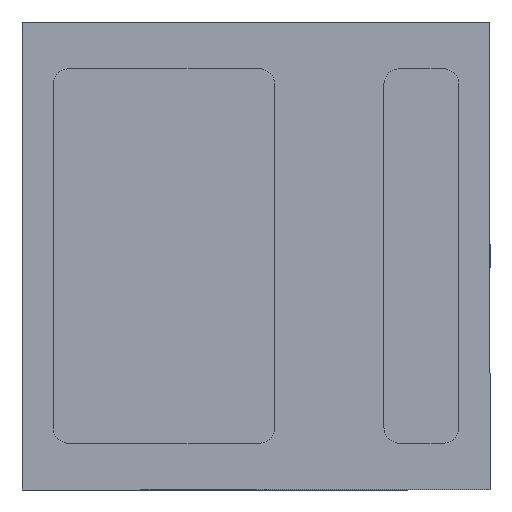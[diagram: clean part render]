
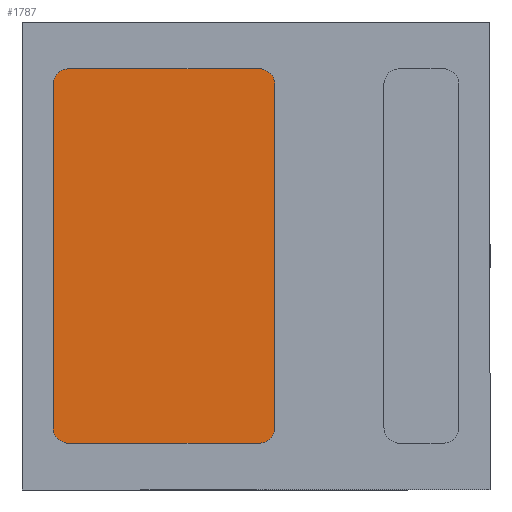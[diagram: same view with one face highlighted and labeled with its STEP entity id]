
A CAD part, front view. The second image highlights one B-rep face of the part: STEP entity #1787.
In plain terms, the highlighted planar face has unit normal (0, -1, 0).
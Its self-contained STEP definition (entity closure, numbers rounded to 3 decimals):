
#60 = VERTEX_POINT ( 'NONE', #1357 ) ;
#115 = EDGE_CURVE ( 'NONE', #222, #1838, #3999, .T. ) ;
#154 = CARTESIAN_POINT ( 'NONE',  ( -1.3, 0., -1.142 ) ) ;
#167 = EDGE_CURVE ( 'NONE', #2413, #60, #3095, .T. ) ;
#173 = CARTESIAN_POINT ( 'NONE',  ( -1.2, 0., -1.2 ) ) ;
#222 = VERTEX_POINT ( 'NONE', #1000 ) ;
#240 = DIRECTION ( 'NONE',  ( 0., 0., 1. ) ) ;
#248 = VECTOR ( 'NONE', #240, 1000. ) ;
#274 = DIRECTION ( 'NONE',  ( 0., 0., -1. ) ) ;
#346 = B_SPLINE_CURVE_WITH_KNOTS ( 'NONE', 2,
 ( #2540, #3628, #2582, #1227, #2941 ),
 .UNSPECIFIED., .F., .F.,
 ( 3, 2, 3 ),
 ( 0., 0.5, 1. ),
 .UNSPECIFIED. ) ;
#373 = CARTESIAN_POINT ( 'NONE',  ( -1.2, 0., 1.2 ) ) ;
#431 = CARTESIAN_POINT ( 'NONE',  ( 0.02, 0., -1.2 ) ) ;
#455 = DIRECTION ( 'NONE',  ( 1., 0., 0. ) ) ;
#474 = DIRECTION ( 'NONE',  ( 0., 1., 0. ) ) ;
#480 = CARTESIAN_POINT ( 'NONE',  ( 0.12, 0., 1.1 ) ) ;
#485 = CARTESIAN_POINT ( 'NONE',  ( -1.3, 0., -1.1 ) ) ;
#608 = CARTESIAN_POINT ( 'NONE',  ( -1.3, 0., -1.1 ) ) ;
#636 = ORIENTED_EDGE ( 'NONE', *, *, #2370, .T. ) ;
#707 = DIRECTION ( 'NONE',  ( -1., 0., 0. ) ) ;
#708 = ORIENTED_EDGE ( 'NONE', *, *, #2060, .T. ) ;
#806 = VECTOR ( 'NONE', #455, 1000. ) ;
#891 = CARTESIAN_POINT ( 'NONE',  ( -1.271, 0., -1.171 ) ) ;
#1000 = CARTESIAN_POINT ( 'NONE',  ( 0.12, 0., -1.1 ) ) ;
#1028 = EDGE_CURVE ( 'NONE', #60, #2876, #1711, .T. ) ;
#1155 = CARTESIAN_POINT ( 'NONE',  ( 0.091, 0., 1.171 ) ) ;
#1219 = CARTESIAN_POINT ( 'NONE',  ( -1.2, 0., -1.2 ) ) ;
#1227 = CARTESIAN_POINT ( 'NONE',  ( 0.12, 0., -1.141 ) ) ;
#1265 = CARTESIAN_POINT ( 'NONE',  ( 0.12, 0., -1.1 ) ) ;
#1357 = CARTESIAN_POINT ( 'NONE',  ( -1.3, 0., 1.1 ) ) ;
#1410 = CARTESIAN_POINT ( 'NONE',  ( -1.3, 0., 1.141 ) ) ;
#1459 = FACE_OUTER_BOUND ( 'NONE', #2201, .T. ) ;
#1516 = CARTESIAN_POINT ( 'NONE',  ( 0.12, 0., 1.1 ) ) ;
#1560 = ORIENTED_EDGE ( 'NONE', *, *, #3660, .T. ) ;
#1711 = LINE ( 'NONE', #3777, #3465 ) ;
#1715 = CARTESIAN_POINT ( 'NONE',  ( 0.02, 0., 1.2 ) ) ;
#1763 = VECTOR ( 'NONE', #707, 1000. ) ;
#1787 = ADVANCED_FACE ( 'NONE', ( #1459 ), #2539, .F. ) ;
#1838 = VERTEX_POINT ( 'NONE', #1516 ) ;
#2060 = EDGE_CURVE ( 'NONE', #1838, #3136, #2417, .T. ) ;
#2183 = ORIENTED_EDGE ( 'NONE', *, *, #115, .T. ) ;
#2201 = EDGE_LOOP ( 'NONE', ( #1560, #2183, #708, #636, #3275, #4436, #2728, #3631 ) ) ;
#2249 = CARTESIAN_POINT ( 'NONE',  ( -1.2, 0., -1.2 ) ) ;
#2302 = CARTESIAN_POINT ( 'NONE',  ( 0.12, 0., 1.142 ) ) ;
#2370 = EDGE_CURVE ( 'NONE', #3136, #2413, #3820, .T. ) ;
#2413 = VERTEX_POINT ( 'NONE', #373 ) ;
#2417 = B_SPLINE_CURVE_WITH_KNOTS ( 'NONE', 2,
 ( #480, #2302, #1155, #2547, #3969 ),
 .UNSPECIFIED., .F., .F.,
 ( 3, 2, 3 ),
 ( 0., 0.5, 1. ),
 .UNSPECIFIED. ) ;
#2539 = PLANE ( 'NONE',  #2961 ) ;
#2540 = CARTESIAN_POINT ( 'NONE',  ( 0.02, 0., -1.2 ) ) ;
#2547 = CARTESIAN_POINT ( 'NONE',  ( 0.061, 0., 1.2 ) ) ;
#2582 = CARTESIAN_POINT ( 'NONE',  ( 0.091, 0., -1.171 ) ) ;
#2657 = EDGE_CURVE ( 'NONE', #4170, #4034, #2855, .T. ) ;
#2728 = ORIENTED_EDGE ( 'NONE', *, *, #4185, .T. ) ;
#2763 = CARTESIAN_POINT ( 'NONE',  ( -1.271, 0., 1.171 ) ) ;
#2855 = LINE ( 'NONE', #173, #806 ) ;
#2876 = VERTEX_POINT ( 'NONE', #608 ) ;
#2941 = CARTESIAN_POINT ( 'NONE',  ( 0.12, 0., -1.1 ) ) ;
#2959 = CARTESIAN_POINT ( 'NONE',  ( -1.241, 0., -1.2 ) ) ;
#2961 = AXIS2_PLACEMENT_3D ( 'NONE', #3230, #474, #4330 ) ;
#3095 = B_SPLINE_CURVE_WITH_KNOTS ( 'NONE', 2,
 ( #3172, #3497, #2763, #1410, #3534 ),
 .UNSPECIFIED., .F., .F.,
 ( 3, 2, 3 ),
 ( 0., 0.5, 1. ),
 .UNSPECIFIED. ) ;
#3136 = VERTEX_POINT ( 'NONE', #3623 ) ;
#3172 = CARTESIAN_POINT ( 'NONE',  ( -1.2, 0., 1.2 ) ) ;
#3230 = CARTESIAN_POINT ( 'NONE',  ( 0.091, 0., -1.171 ) ) ;
#3275 = ORIENTED_EDGE ( 'NONE', *, *, #167, .T. ) ;
#3465 = VECTOR ( 'NONE', #274, 1000. ) ;
#3497 = CARTESIAN_POINT ( 'NONE',  ( -1.242, 0., 1.2 ) ) ;
#3534 = CARTESIAN_POINT ( 'NONE',  ( -1.3, 0., 1.1 ) ) ;
#3623 = CARTESIAN_POINT ( 'NONE',  ( 0.02, 0., 1.2 ) ) ;
#3628 = CARTESIAN_POINT ( 'NONE',  ( 0.062, 0., -1.2 ) ) ;
#3631 = ORIENTED_EDGE ( 'NONE', *, *, #2657, .T. ) ;
#3660 = EDGE_CURVE ( 'NONE', #4034, #222, #346, .T. ) ;
#3777 = CARTESIAN_POINT ( 'NONE',  ( -1.3, 0., 1.1 ) ) ;
#3820 = LINE ( 'NONE', #1715, #1763 ) ;
#3850 = B_SPLINE_CURVE_WITH_KNOTS ( 'NONE', 2,
 ( #485, #154, #891, #2959, #1219 ),
 .UNSPECIFIED., .F., .F.,
 ( 3, 2, 3 ),
 ( 0., 0.5, 1. ),
 .UNSPECIFIED. ) ;
#3969 = CARTESIAN_POINT ( 'NONE',  ( 0.02, 0., 1.2 ) ) ;
#3999 = LINE ( 'NONE', #1265, #248 ) ;
#4034 = VERTEX_POINT ( 'NONE', #431 ) ;
#4170 = VERTEX_POINT ( 'NONE', #2249 ) ;
#4185 = EDGE_CURVE ( 'NONE', #2876, #4170, #3850, .T. ) ;
#4330 = DIRECTION ( 'NONE',  ( 0., 0., 1. ) ) ;
#4436 = ORIENTED_EDGE ( 'NONE', *, *, #1028, .T. ) ;
